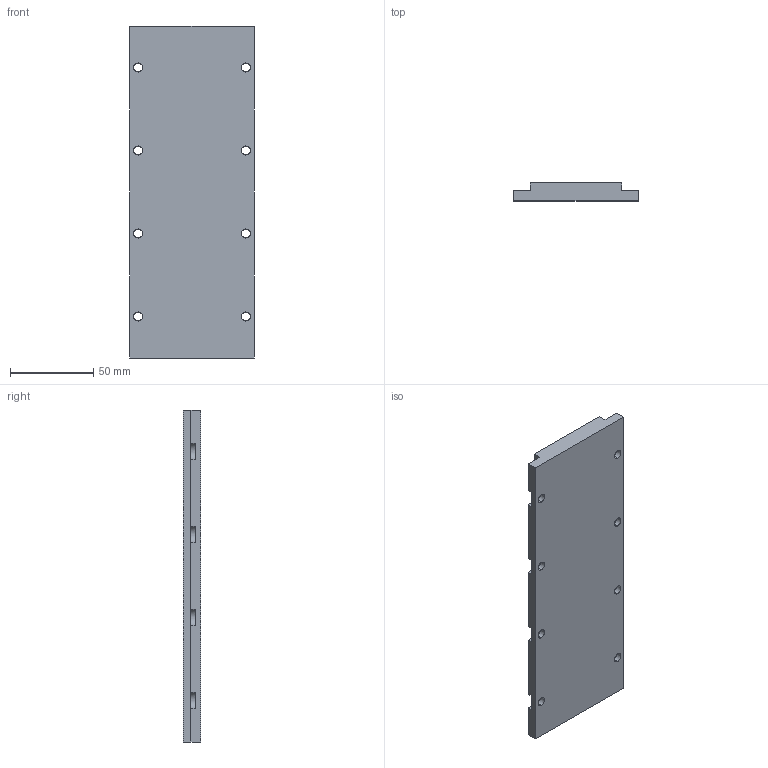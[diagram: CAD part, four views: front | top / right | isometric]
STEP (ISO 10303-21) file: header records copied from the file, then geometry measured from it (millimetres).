
FILE_DESCRIPTION (( 'STEP AP203' ), '1' );
FILE_NAME ('ZW3A-H55-200MNS-MODEL.step', '2022-09-19T08:24:00', ( '' ), ( '' ), 'SwSTEP 2.0', 'SolidWorks 2020', '' );
FILE_SCHEMA (( 'CONFIG_CONTROL_DESIGN' ));
Length unit declared in the file: millimetre
Products named in the file (1): ZW3A-H55-200MNS-MODEL
Bounding box: 75 x 10.7 x 200 mm (x, y, z)
Volume: 139618.4 mm3; surface area: 36143.3 mm2
Topology: 1 solids, 1 shells, 95 faces, 260 edges, 168 vertices
Faces by surface type: plane 63, cylinder 28, bspline 4
Entity records: 3219 total; most frequent: CARTESIAN_POINT 664, ORIENTED_EDGE 520, DIRECTION 508, EDGE_CURVE 260, VECTOR 180, LINE 180, VERTEX_POINT 168, AXIS2_PLACEMENT_3D 164
